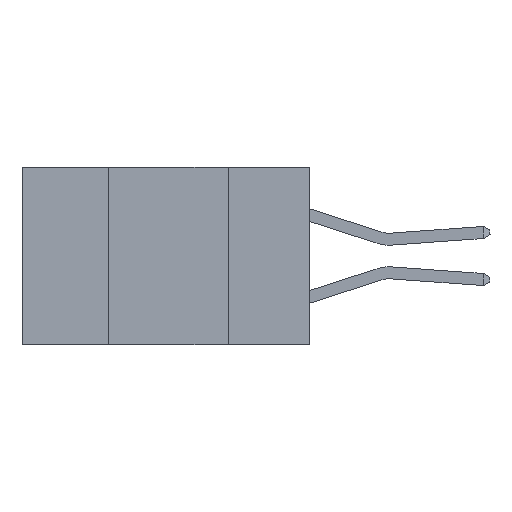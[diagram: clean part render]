
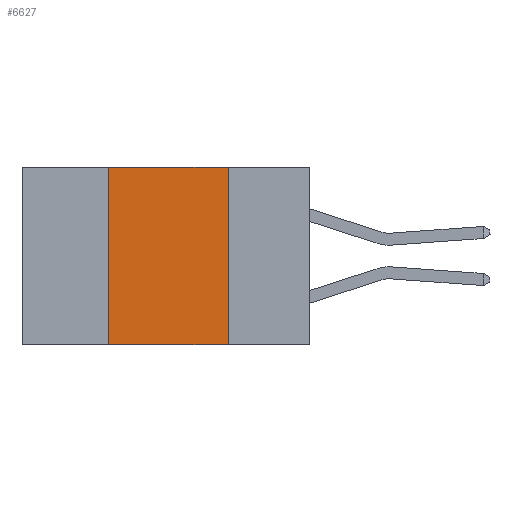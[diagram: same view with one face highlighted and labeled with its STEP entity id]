
A CAD part, left-side view. The second image highlights one B-rep face of the part: STEP entity #6627.
In plain terms, the highlighted planar face has unit normal (-1, 0, 0).
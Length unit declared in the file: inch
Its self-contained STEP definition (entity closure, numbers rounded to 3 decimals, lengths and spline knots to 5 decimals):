
#243 = EDGE_CURVE ( 'NONE', #4397, #6081, #3246, .T. ) ;
#478 = VERTEX_POINT ( 'NONE', #2769 ) ;
#743 = ORIENTED_EDGE ( 'NONE', *, *, #1122, .F. ) ;
#781 = VECTOR ( 'NONE', #9247, 39.37008 ) ;
#814 = ORIENTED_EDGE ( 'NONE', *, *, #5061, .F. ) ;
#917 = CARTESIAN_POINT ( 'NONE',  ( 0., 0.42, 0. ) ) ;
#1122 = EDGE_CURVE ( 'NONE', #4765, #6081, #4197, .T. ) ;
#1251 = CARTESIAN_POINT ( 'NONE',  ( 0., 0.17, 0. ) ) ;
#1886 = LINE ( 'NONE', #917, #6183 ) ;
#2685 = ORIENTED_EDGE ( 'NONE', *, *, #243, .T. ) ;
#2769 = CARTESIAN_POINT ( 'NONE',  ( 0., 0.42, 0. ) ) ;
#3146 = DIRECTION ( 'NONE',  ( 0., 0., -1. ) ) ;
#3246 = LINE ( 'NONE', #6410, #4228 ) ;
#3306 = DIRECTION ( 'NONE',  ( 1., 0., 0. ) ) ;
#3404 = EDGE_LOOP ( 'NONE', ( #743, #814, #9274, #2685 ) ) ;
#3560 = CARTESIAN_POINT ( 'NONE',  ( 0., 0.17, 0. ) ) ;
#3933 = DIRECTION ( 'NONE',  ( 0., -1., 0. ) ) ;
#4197 = LINE ( 'NONE', #3560, #4462 ) ;
#4228 = VECTOR ( 'NONE', #3933, 39.37008 ) ;
#4343 = FACE_OUTER_BOUND ( 'NONE', #3404, .T. ) ;
#4397 = VERTEX_POINT ( 'NONE', #8768 ) ;
#4462 = VECTOR ( 'NONE', #5889, 39.37008 ) ;
#4765 = VERTEX_POINT ( 'NONE', #1251 ) ;
#5061 = EDGE_CURVE ( 'NONE', #478, #4765, #5232, .T. ) ;
#5232 = LINE ( 'NONE', #6069, #781 ) ;
#5640 = PLANE ( 'NONE',  #7207 ) ;
#5889 = DIRECTION ( 'NONE',  ( 0., 0., -1. ) ) ;
#6069 = CARTESIAN_POINT ( 'NONE',  ( 0., 0.6, 0. ) ) ;
#6081 = VERTEX_POINT ( 'NONE', #9746 ) ;
#6183 = VECTOR ( 'NONE', #8018, 39.37008 ) ;
#6328 = CARTESIAN_POINT ( 'NONE',  ( 0., 0.6, 0. ) ) ;
#6410 = CARTESIAN_POINT ( 'NONE',  ( 0., 0.6, -0.37 ) ) ;
#6627 = ADVANCED_FACE ( 'NONE', ( #4343 ), #5640, .F. ) ;
#6666 = EDGE_CURVE ( 'NONE', #4397, #478, #1886, .T. ) ;
#7207 = AXIS2_PLACEMENT_3D ( 'NONE', #6328, #3306, #3146 ) ;
#8018 = DIRECTION ( 'NONE',  ( 0., 0., 1. ) ) ;
#8768 = CARTESIAN_POINT ( 'NONE',  ( 0., 0.42, -0.37 ) ) ;
#9247 = DIRECTION ( 'NONE',  ( 0., -1., 0. ) ) ;
#9274 = ORIENTED_EDGE ( 'NONE', *, *, #6666, .F. ) ;
#9746 = CARTESIAN_POINT ( 'NONE',  ( 0., 0.17, -0.37 ) ) ;
